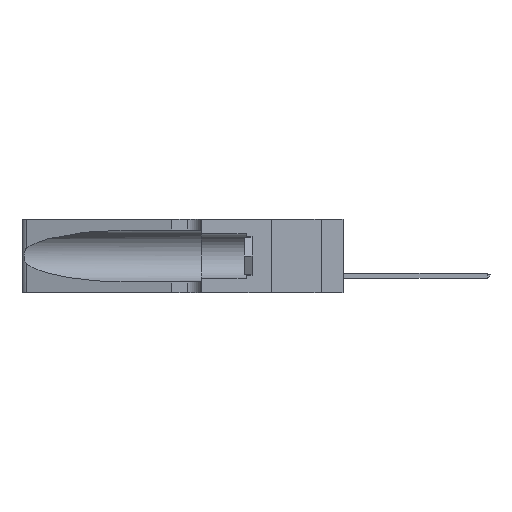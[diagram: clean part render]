
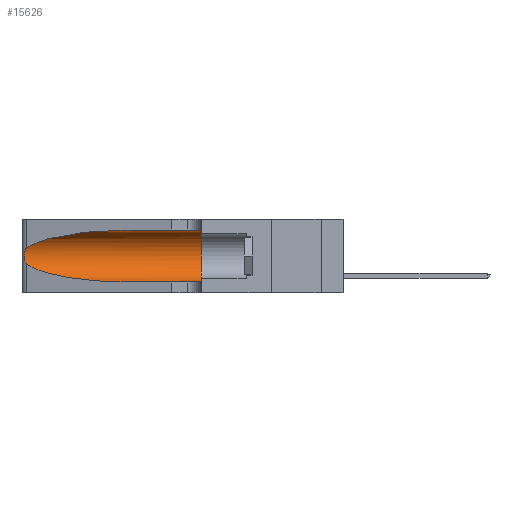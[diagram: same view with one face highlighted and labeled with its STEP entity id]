
A CAD part, left-side view. The second image highlights one B-rep face of the part: STEP entity #15626.
In plain terms, the highlighted cylindrical face has radius 3.308 mm (diameter 6.617 mm), a partial arc.
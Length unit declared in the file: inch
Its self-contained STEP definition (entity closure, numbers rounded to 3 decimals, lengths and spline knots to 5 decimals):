
#171 = EDGE_CURVE ( 'NONE', #7495, #17275, #517, .T. ) ;
#517 = CIRCLE ( 'NONE', #9843, 0.13025 ) ;
#731 = CARTESIAN_POINT ( 'NONE',  ( 0.2373, 1.15595, 0.08982 ) ) ;
#763 = CARTESIAN_POINT ( 'NONE',  ( 0.1305, 0.35, 0.31525 ) ) ;
#1919 = CARTESIAN_POINT ( 'NONE',  ( 0.25787, 1.23484, 0.2124 ) ) ;
#2678 = ORIENTED_EDGE ( 'NONE', *, *, #26582, .T. ) ;
#4364 = CARTESIAN_POINT ( 'NONE',  ( 0.25639, 1.23184, 0.21858 ) ) ;
#4663 = CARTESIAN_POINT ( 'NONE',  ( 0.25487, 1.22718, 0.14631 ) ) ;
#5045 = CARTESIAN_POINT ( 'NONE',  ( 0.2373, 1.15595, 0.28018 ) ) ;
#5284 = VERTEX_POINT ( 'NONE', #22951 ) ;
#5389 = AXIS2_PLACEMENT_3D ( 'NONE', #18947, #18904, #23970 ) ;
#5692 = DIRECTION ( 'NONE',  ( 0., -1., 0. ) ) ;
#7019 = CARTESIAN_POINT ( 'NONE',  ( 0.25856, 1.23593, 0.16098 ) ) ;
#7095 = CARTESIAN_POINT ( 'NONE',  ( 0.1305, 1.61858, 0.31525 ) ) ;
#7495 = VERTEX_POINT ( 'NONE', #763 ) ;
#7592 = CARTESIAN_POINT ( 'NONE',  ( 0.1305, 0.72297, 0.31525 ) ) ;
#8052 = ORIENTED_EDGE ( 'NONE', *, *, #22478, .F. ) ;
#8284 = VECTOR ( 'NONE', #5692, 39.37008 ) ;
#8555 = FACE_OUTER_BOUND ( 'NONE', #32223, .T. ) ;
#9312 = CARTESIAN_POINT ( 'NONE',  ( 0.25487, 1.22718, 0.22369 ) ) ;
#9360 = VECTOR ( 'NONE', #12341, 39.37008 ) ;
#9843 = AXIS2_PLACEMENT_3D ( 'NONE', #29541, #17005, #12016 ) ;
#10751 = CARTESIAN_POINT ( 'NONE',  ( 0.1305, 0.72297, 0.05475 ) ) ;
#12016 = DIRECTION ( 'NONE',  ( 0., 0., 1. ) ) ;
#12154 = CARTESIAN_POINT ( 'NONE',  ( 0.26075, 1.23896, 0.19203 ) ) ;
#12341 = DIRECTION ( 'NONE',  ( 0., -1., 0. ) ) ;
#13846 = CARTESIAN_POINT ( 'NONE',  ( 0.1305, 0.72297, 0.31525 ) ) ;
#14324 = CARTESIAN_POINT ( 'NONE',  ( 0.26017, 1.23833, 0.17102 ) ) ;
#14729 = CARTESIAN_POINT ( 'NONE',  ( 0.25789, 1.23486, 0.15765 ) ) ;
#15377 = ORIENTED_EDGE ( 'NONE', *, *, #171, .F. ) ;
#15626 = ADVANCED_FACE ( 'NONE', ( #8555 ), #28659, .F. ) ;
#15966 = CARTESIAN_POINT ( 'NONE',  ( 0.18966, 0.96281, 0.05475 ) ) ;
#16945 = VERTEX_POINT ( 'NONE', #13846 ) ;
#17005 = DIRECTION ( 'NONE',  ( 0., 1., 0. ) ) ;
#17275 = VERTEX_POINT ( 'NONE', #18294 ) ;
#17396 =( BOUNDED_CURVE ( )  B_SPLINE_CURVE ( 3, ( #28161, #731, #15966, #10751 ),
 .UNSPECIFIED., .F., .F. ) 
 B_SPLINE_CURVE_WITH_KNOTS ( ( 4, 4 ),
 ( 3.44316, 4.71239 ),
 .UNSPECIFIED. ) 
 CURVE ( )  GEOMETRIC_REPRESENTATION_ITEM ( )  RATIONAL_B_SPLINE_CURVE ( ( 1., 0.87, 0.87, 1. ) ) 
 REPRESENTATION_ITEM ( '' )  );
#18294 = CARTESIAN_POINT ( 'NONE',  ( 0.1305, 0.35, 0.05475 ) ) ;
#18904 = DIRECTION ( 'NONE',  ( 0., -1., 0. ) ) ;
#18947 = CARTESIAN_POINT ( 'NONE',  ( 0.1305, 1.61858, 0.185 ) ) ;
#19040 = ORIENTED_EDGE ( 'NONE', *, *, #31173, .T. ) ;
#19391 = ORIENTED_EDGE ( 'NONE', *, *, #30356, .T. ) ;
#19404 = EDGE_CURVE ( 'NONE', #16945, #32472, #24645, .T. ) ;
#19691 = CARTESIAN_POINT ( 'NONE',  ( 0.26018, 1.23835, 0.19895 ) ) ;
#19797 = CARTESIAN_POINT ( 'NONE',  ( 0.25555, 1.22993, 0.14849 ) ) ;
#21692 = VERTEX_POINT ( 'NONE', #25228 ) ;
#22021 = CARTESIAN_POINT ( 'NONE',  ( 0.26075, 1.23896, 0.178 ) ) ;
#22478 = EDGE_CURVE ( 'NONE', #16945, #7495, #23116, .T. ) ;
#22951 = CARTESIAN_POINT ( 'NONE',  ( 0.1305, 0.72297, 0.05475 ) ) ;
#23116 = LINE ( 'NONE', #7095, #9360 ) ;
#23970 = DIRECTION ( 'NONE',  ( 0., 0., -1. ) ) ;
#24597 = CARTESIAN_POINT ( 'NONE',  ( 0.25639, 1.23186, 0.15144 ) ) ;
#24645 =( BOUNDED_CURVE ( )  B_SPLINE_CURVE ( 3, ( #7592, #27623, #5045, #25195 ),
 .UNSPECIFIED., .F., .F. ) 
 B_SPLINE_CURVE_WITH_KNOTS ( ( 4, 4 ),
 ( 1.5708, 2.84003 ),
 .UNSPECIFIED. ) 
 CURVE ( )  GEOMETRIC_REPRESENTATION_ITEM ( )  RATIONAL_B_SPLINE_CURVE ( ( 1., 0.87, 0.87, 1. ) ) 
 REPRESENTATION_ITEM ( '' )  );
#25195 = CARTESIAN_POINT ( 'NONE',  ( 0.25487, 1.22718, 0.22369 ) ) ;
#25228 = CARTESIAN_POINT ( 'NONE',  ( 0.25487, 1.22718, 0.14631 ) ) ;
#26454 = LINE ( 'NONE', #30466, #8284 ) ;
#26582 = EDGE_CURVE ( 'NONE', #5284, #17275, #26454, .T. ) ;
#27623 = CARTESIAN_POINT ( 'NONE',  ( 0.18966, 0.96281, 0.31525 ) ) ;
#27927 = CARTESIAN_POINT ( 'NONE',  ( 0.25487, 1.22718, 0.22369 ) ) ;
#28161 = CARTESIAN_POINT ( 'NONE',  ( 0.25487, 1.22718, 0.14631 ) ) ;
#28499 = B_SPLINE_CURVE_WITH_KNOTS ( 'NONE', 3,
 ( #9312, #32110, #4364, #1919, #32336, #19691, #12154, #22021, #14324, #7019, #14729, #24597, #19797, #4663 ),
 .UNSPECIFIED., .F., .F.,
 ( 4, 2, 2, 2, 2, 2, 4 ),
 ( 0., 0.00027, 0.00053, 0.00107, 0.0016, 0.00187, 0.00214 ),
 .UNSPECIFIED. ) ;
#28659 = CYLINDRICAL_SURFACE ( 'NONE', #5389, 0.13025 ) ;
#29541 = CARTESIAN_POINT ( 'NONE',  ( 0.1305, 0.35, 0.185 ) ) ;
#29549 = ORIENTED_EDGE ( 'NONE', *, *, #19404, .T. ) ;
#30356 = EDGE_CURVE ( 'NONE', #21692, #5284, #17396, .T. ) ;
#30466 = CARTESIAN_POINT ( 'NONE',  ( 0.1305, 1.61858, 0.05475 ) ) ;
#31173 = EDGE_CURVE ( 'NONE', #32472, #21692, #28499, .T. ) ;
#32110 = CARTESIAN_POINT ( 'NONE',  ( 0.25555, 1.22994, 0.2215 ) ) ;
#32223 = EDGE_LOOP ( 'NONE', ( #29549, #19040, #19391, #2678, #15377, #8052 ) ) ;
#32336 = CARTESIAN_POINT ( 'NONE',  ( 0.25854, 1.2359, 0.20912 ) ) ;
#32472 = VERTEX_POINT ( 'NONE', #27927 ) ;
